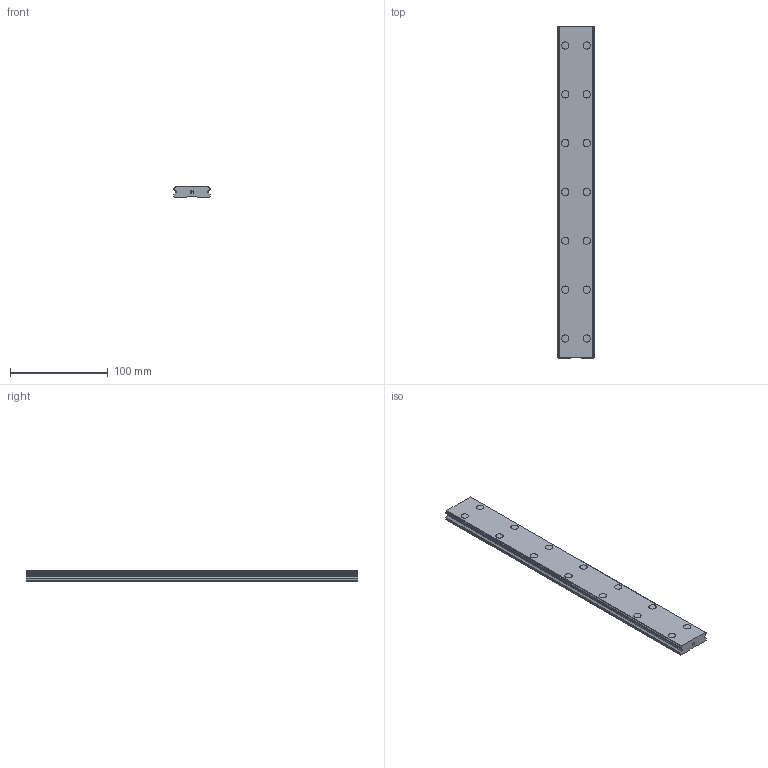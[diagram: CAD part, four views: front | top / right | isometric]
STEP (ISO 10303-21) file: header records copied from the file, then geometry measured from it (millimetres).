
FILE_DESCRIPTION(('STEP AP214'),'1');
FILE_NAME('cctmp_3C1BE7A3-7D16-45E3-B1FF-B0D3280A20F9_2021_03_03_11_47_09_0825..stp','2021-03-03T10:47:09',('HIWIN GmbH'),('CADClick - www.CADClick.com'),'Spatial InterOp 3D',' ','unknown authorization');
FILE_SCHEMA(('AUTOMOTIVE_DESIGN'));
Length unit declared in the file: millimetre
Products named in the file (1): WER21R340H_FILE
Bounding box: 37 x 340 x 11 mm (x, y, z)
Volume: 125876.9 mm3; surface area: 37566.5 mm2
Topology: 1 solids, 1 shells, 229 faces, 543 edges, 362 vertices
Faces by surface type: plane 127, cylinder 102
Entity records: 8517 total; most frequent: DIRECTION 1207, CARTESIAN_POINT 1135, ORIENTED_EDGE 1086, EDGE_CURVE 543, AXIS2_PLACEMENT_3D 434, VERTEX_POINT 362, LINE 339, VECTOR 339
